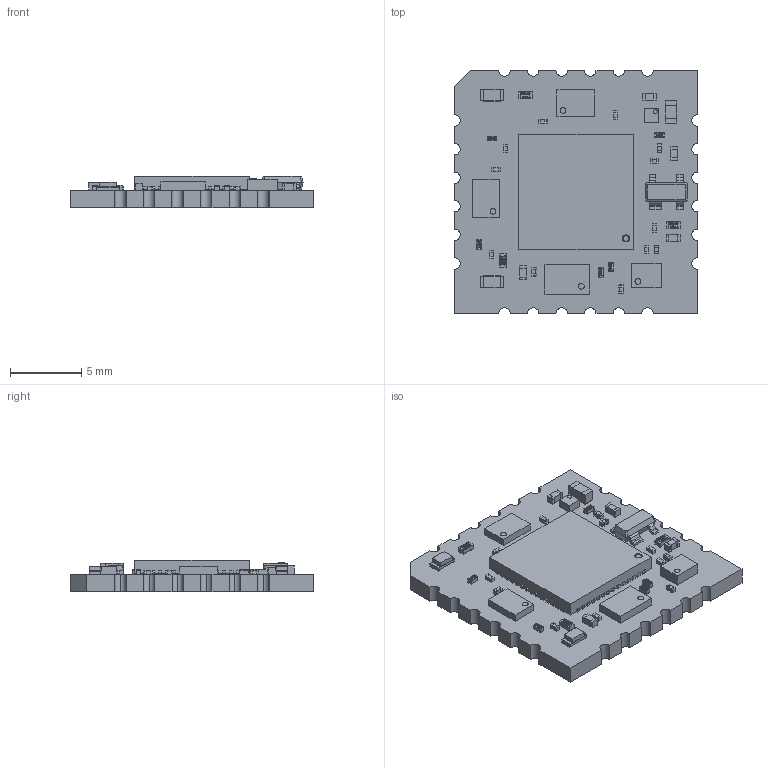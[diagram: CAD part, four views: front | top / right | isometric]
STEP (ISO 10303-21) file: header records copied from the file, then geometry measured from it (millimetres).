
FILE_DESCRIPTION(('Open CASCADE Model'),'2;1');
FILE_NAME('Open CASCADE Shape Model','2018-01-15T14:46:00',('Author'),( 'Open CASCADE'),'Open CASCADE STEP processor 6.8','Open CASCADE 6.8' ,'Unknown');
FILE_SCHEMA(('AUTOMOTIVE_DESIGN { 1 0 10303 214 1 1 1 1 }'));
Length unit declared in the file: millimetre
Products named in the file (71): PCB; BoardTEI0005; R7TEI0005; RESC1005X04N; D1TEI0005; 19-213; 1014979920; Extruded; R6TEI0005; User_Library-RES_0603-0201; U1TEI0005; 1071727104; -1756938640; Cylinder; C2TEI0005; User_Library-SMD_CAPACITOR0402; C26TEI0005; User_Library-SMD_0201_CAPACITOR; R4TEI0005; R2TEI0005; R1TEI0005; L2TEI0005; 1598461048; 1598461184; L1TEI0005; C101TEI0005; C20TEI0005; C19TEI0005; C17TEI0005; C12TEI0005; C11TEI0005; C8TEI0005; C6TEI0005; C5TEI0005; C1TEI0005; U3TEI0005; 1071748096; U9TEI0005; -1680302360; -1756938000 ...
Assembly tree (93 placements, depth 4):
  PCB
    BoardTEI0005
    R7TEI0005
      RESC1005X04N
    D1TEI0005
      19-213
      1014979920
        Extruded
    R6TEI0005
      User_Library-RES_0603-0201
    U1TEI0005
      1071727104
      -1756938640
        Cylinder
    C2TEI0005
      User_Library-SMD_CAPACITOR0402
    C26TEI0005
      User_Library-SMD_0201_CAPACITOR
    R4TEI0005
      User_Library-RES_0603-0201
    R2TEI0005
      User_Library-RES_0603-0201
    R1TEI0005
      RESC1005X04N
    L2TEI0005
      1598461048
        Extruded
      1598461184  x2
        Extruded
    L1TEI0005
      1598461048
        Extruded
      1598461184  x2
        Extruded
    C101TEI0005
      User_Library-SMD_0201_CAPACITOR
    C20TEI0005
      User_Library-SMD_0201_CAPACITOR
    C19TEI0005
      User_Library-SMD_CAPACITOR0402
    C17TEI0005
      User_Library-SMD_0201_CAPACITOR
    C12TEI0005
      User_Library-SMD_CAPACITOR0402
    C11TEI0005
      User_Library-SMD_0201_CAPACITOR
    C8TEI0005
      User_Library-SMD_0201_CAPACITOR
    C6TEI0005
      User_Library-SMD_0201_CAPACITOR
    C5TEI0005
      User_Library-SMD_0201_CAPACITOR
    C1TEI0005
      User_Library-SMD_CAPACITOR0402
    U3TEI0005
      1071748096
    U9TEI0005
      -1680302360
        Extruded
      -1756938000
Bounding box: 17 x 17 x 2.21 mm (x, y, z)
Volume: 425.2 mm3; surface area: 1080.4 mm2
Topology: 128 solids, 128 shells, 2163 faces, 5383 edges, 3419 vertices
Faces by surface type: plane 1354, cylinder 519, bspline 168, sphere 120, torus 2
Full cylindrical faces by diameter (mm): 0.3 x1, 0.4 x4
Entity records: 100942 total; most frequent: CARTESIAN_POINT 42082, DIRECTION 8828, LINE 5414, VECTOR 5414, ORIENTED_EDGE 5250, PCURVE 5250, DEFINITIONAL_REPRESENTATION 5250, EDGE_CURVE 2625
